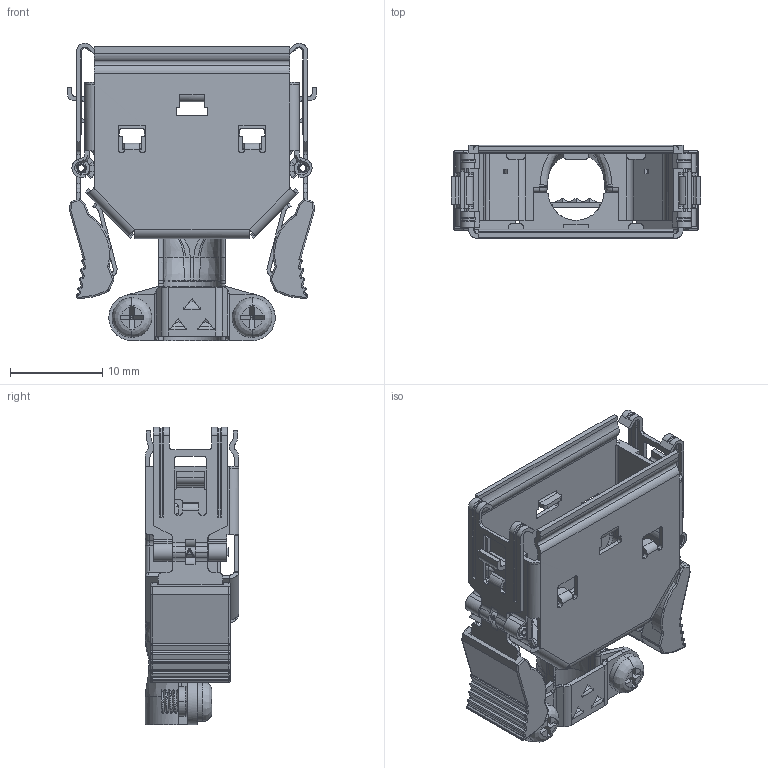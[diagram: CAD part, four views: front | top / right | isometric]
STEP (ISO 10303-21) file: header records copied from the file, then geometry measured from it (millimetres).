
FILE_DESCRIPTION( ('This file contains a STEP AP42 implementation' ,'as created by ZW3D STEP Interface translator.') ,'2;1' );
FILE_NAME( '6326-026S00M00X.stp' ,'2311 6.164437', (''), ('ZWCAD Software Co.'), 'Version 1.0', 'ZW3D to STEP translator', '' );
FILE_SCHEMA(('AUTOMOTIVE_DESIGN { 1 0 10303 214 1 1 1 1 }'));
Length unit declared in the file: millimetre
Products named in the file (2): 0; 6326_20p1
Bounding box: 27 x 10.1 x 32.18 mm (x, y, z)
Surface area: 5262.8 mm2 (no closed solid volume)
Topology: 0 solids, 1 shells, 1993 faces, 5445 edges, 3385 vertices
Faces by surface type: plane 795, cylinder 693, bspline 468, cone 33, sphere 4
Entity records: 100000 total; most frequent: CARTESIAN_POINT 58281, ORIENTED_EDGE 10866, EDGE_CURVE 5420, B_SPLINE_CURVE_WITH_KNOTS 4479, DIRECTION 4228, VERTEX_POINT 3387, EDGE_LOOP 2037, FACE_OUTER_BOUND 1989
